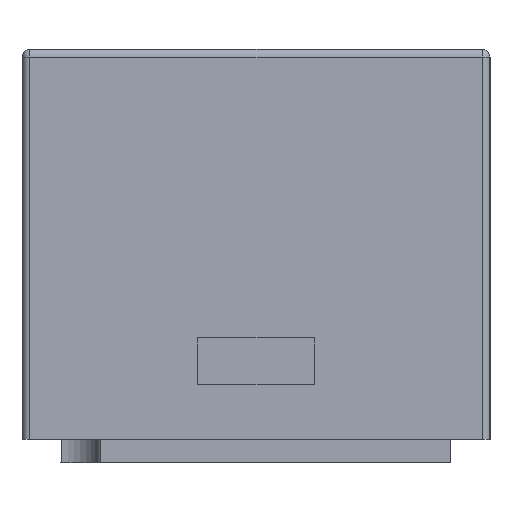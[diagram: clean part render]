
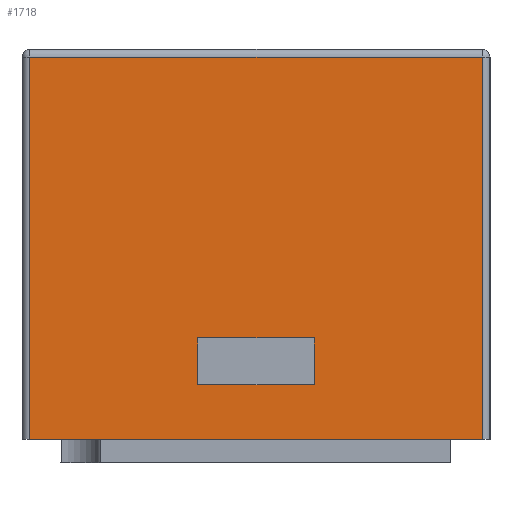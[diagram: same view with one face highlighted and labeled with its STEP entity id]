
A CAD part, left-side view. The second image highlights one B-rep face of the part: STEP entity #1718.
In plain terms, the highlighted planar face has unit normal (-1, 0, 0).
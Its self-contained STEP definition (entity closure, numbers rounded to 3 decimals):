
#1 = CARTESIAN_POINT ( 'NONE',  ( -0.5, -0.29, 0.03 ) ) ;
#16 = CARTESIAN_POINT ( 'NONE',  ( -0.5, -0.075, 0.1 ) ) ;
#45 = ORIENTED_EDGE ( 'NONE', *, *, #1790, .T. ) ;
#102 = VECTOR ( 'NONE', #1933, 1000. ) ;
#109 = LINE ( 'NONE', #1644, #279 ) ;
#121 = CARTESIAN_POINT ( 'NONE',  ( -0.5, 0.075, 0.16 ) ) ;
#170 = EDGE_CURVE ( 'NONE', #713, #907, #1383, .T. ) ;
#194 = CARTESIAN_POINT ( 'NONE',  ( -0.5, 0.075, 0.16 ) ) ;
#279 = VECTOR ( 'NONE', #2162, 1000. ) ;
#308 = EDGE_CURVE ( 'NONE', #1740, #339, #109, .T. ) ;
#335 = VERTEX_POINT ( 'NONE', #437 ) ;
#339 = VERTEX_POINT ( 'NONE', #1450 ) ;
#363 = DIRECTION ( 'NONE',  ( 0., 0., 1. ) ) ;
#437 = CARTESIAN_POINT ( 'NONE',  ( -0.5, 0.075, 0.1 ) ) ;
#439 = FACE_BOUND ( 'NONE', #2168, .T. ) ;
#463 = CARTESIAN_POINT ( 'NONE',  ( -0.5, 0., 0.53 ) ) ;
#489 = VECTOR ( 'NONE', #1898, 1000. ) ;
#534 = EDGE_CURVE ( 'NONE', #335, #1740, #692, .T. ) ;
#539 = ORIENTED_EDGE ( 'NONE', *, *, #1343, .T. ) ;
#636 = LINE ( 'NONE', #1307, #1904 ) ;
#670 = LINE ( 'NONE', #852, #2066 ) ;
#686 = DIRECTION ( 'NONE',  ( 0., 1., 0. ) ) ;
#692 = LINE ( 'NONE', #194, #1214 ) ;
#713 = VERTEX_POINT ( 'NONE', #1 ) ;
#748 = VERTEX_POINT ( 'NONE', #989 ) ;
#765 = VECTOR ( 'NONE', #1577, 1000. ) ;
#774 = VECTOR ( 'NONE', #686, 1000. ) ;
#788 = FACE_OUTER_BOUND ( 'NONE', #1018, .T. ) ;
#835 = EDGE_CURVE ( 'NONE', #713, #748, #886, .T. ) ;
#839 = ORIENTED_EDGE ( 'NONE', *, *, #534, .T. ) ;
#852 = CARTESIAN_POINT ( 'NONE',  ( -0.5, 0.29, 0.53 ) ) ;
#886 = LINE ( 'NONE', #1210, #102 ) ;
#907 = VERTEX_POINT ( 'NONE', #1782 ) ;
#989 = CARTESIAN_POINT ( 'NONE',  ( -0.5, 0.29, 0.03 ) ) ;
#1018 = EDGE_LOOP ( 'NONE', ( #539, #45, #1281, #1989 ) ) ;
#1052 = DIRECTION ( 'NONE',  ( 0., 0., -1. ) ) ;
#1112 = AXIS2_PLACEMENT_3D ( 'NONE', #463, #1151, #1144 ) ;
#1144 = DIRECTION ( 'NONE',  ( 0., 0., 1. ) ) ;
#1151 = DIRECTION ( 'NONE',  ( -1., 0., 0. ) ) ;
#1210 = CARTESIAN_POINT ( 'NONE',  ( -0.5, 0., 0.03 ) ) ;
#1214 = VECTOR ( 'NONE', #363, 1000. ) ;
#1237 = ORIENTED_EDGE ( 'NONE', *, *, #308, .T. ) ;
#1281 = ORIENTED_EDGE ( 'NONE', *, *, #835, .F. ) ;
#1307 = CARTESIAN_POINT ( 'NONE',  ( -0.5, -0.075, 0.16 ) ) ;
#1343 = EDGE_CURVE ( 'NONE', #907, #1563, #2034, .T. ) ;
#1383 = LINE ( 'NONE', #2068, #489 ) ;
#1423 = VERTEX_POINT ( 'NONE', #1515 ) ;
#1450 = CARTESIAN_POINT ( 'NONE',  ( -0.5, -0.075, 0.16 ) ) ;
#1515 = CARTESIAN_POINT ( 'NONE',  ( -0.5, -0.075, 0.1 ) ) ;
#1552 = LINE ( 'NONE', #16, #765 ) ;
#1563 = VERTEX_POINT ( 'NONE', #1611 ) ;
#1577 = DIRECTION ( 'NONE',  ( 0., 1., 0. ) ) ;
#1586 = ORIENTED_EDGE ( 'NONE', *, *, #2047, .T. ) ;
#1611 = CARTESIAN_POINT ( 'NONE',  ( -0.5, 0.29, 0.52 ) ) ;
#1644 = CARTESIAN_POINT ( 'NONE',  ( -0.5, -0.075, 0.16 ) ) ;
#1690 = PLANE ( 'NONE',  #1112 ) ;
#1705 = CARTESIAN_POINT ( 'NONE',  ( -0.5, 0., 0.52 ) ) ;
#1711 = EDGE_CURVE ( 'NONE', #339, #1423, #636, .T. ) ;
#1718 = ADVANCED_FACE ( 'NONE', ( #439, #788 ), #1690, .T. ) ;
#1740 = VERTEX_POINT ( 'NONE', #121 ) ;
#1782 = CARTESIAN_POINT ( 'NONE',  ( -0.5, -0.29, 0.52 ) ) ;
#1790 = EDGE_CURVE ( 'NONE', #1563, #748, #670, .T. ) ;
#1823 = ORIENTED_EDGE ( 'NONE', *, *, #1711, .T. ) ;
#1898 = DIRECTION ( 'NONE',  ( 0., 0., 1. ) ) ;
#1904 = VECTOR ( 'NONE', #2181, 1000. ) ;
#1933 = DIRECTION ( 'NONE',  ( 0., 1., 0. ) ) ;
#1989 = ORIENTED_EDGE ( 'NONE', *, *, #170, .T. ) ;
#2034 = LINE ( 'NONE', #1705, #774 ) ;
#2047 = EDGE_CURVE ( 'NONE', #1423, #335, #1552, .T. ) ;
#2066 = VECTOR ( 'NONE', #1052, 1000. ) ;
#2068 = CARTESIAN_POINT ( 'NONE',  ( -0.5, -0.29, 0.53 ) ) ;
#2162 = DIRECTION ( 'NONE',  ( 0., -1., 0. ) ) ;
#2168 = EDGE_LOOP ( 'NONE', ( #1823, #1586, #839, #1237 ) ) ;
#2181 = DIRECTION ( 'NONE',  ( 0., 0., -1. ) ) ;
